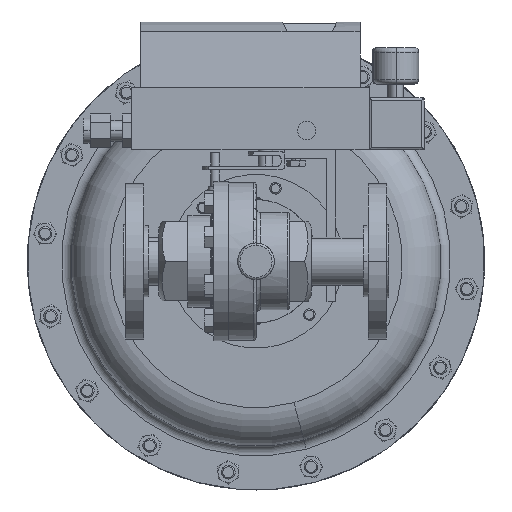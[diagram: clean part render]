
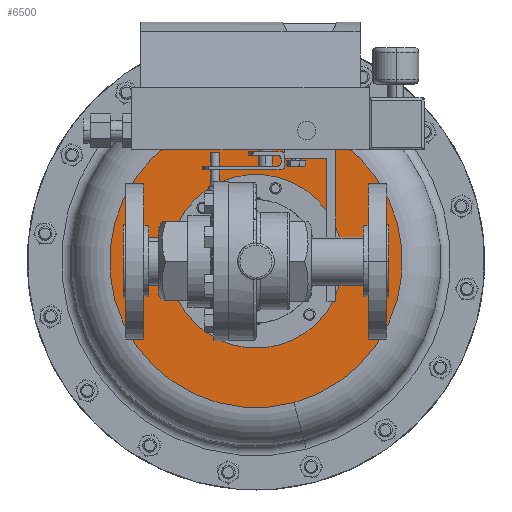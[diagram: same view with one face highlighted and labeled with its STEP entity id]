
A CAD part, front view. The second image highlights one B-rep face of the part: STEP entity #6500.
In plain terms, the highlighted planar face has unit normal (0, -1, 0).
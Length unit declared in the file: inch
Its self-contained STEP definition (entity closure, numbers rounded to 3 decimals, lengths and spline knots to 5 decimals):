
#769 = AXIS2_PLACEMENT_3D ( 'NONE', #1180, #24996, #4540 ) ;
#917 = DIRECTION ( 'NONE',  ( -0.707, 0., -0.707 ) ) ;
#1180 = CARTESIAN_POINT ( 'NONE',  ( 1.52663, 9.93332, 4.03194 ) ) ;
#2979 = AXIS2_PLACEMENT_3D ( 'NONE', #15579, #39379, #19005 ) ;
#4540 = DIRECTION ( 'NONE',  ( 0.259, 0., -0.966 ) ) ;
#4823 = ORIENTED_EDGE ( 'NONE', *, *, #38429, .F. ) ;
#6500 = ADVANCED_FACE ( 'NONE', ( #18835, #38002 ), #10749, .T. ) ;
#8089 = ORIENTED_EDGE ( 'NONE', *, *, #42514, .T. ) ;
#8509 = CARTESIAN_POINT ( 'NONE',  ( 0.49135, 9.93332, 7.89565 ) ) ;
#9994 = CARTESIAN_POINT ( 'NONE',  ( -0.15275, 9.93332, 2.35256 ) ) ;
#10264 = VERTEX_POINT ( 'NONE', #8509 ) ;
#10749 = PLANE ( 'NONE',  #27122 ) ;
#12865 = VERTEX_POINT ( 'NONE', #29190 ) ;
#13296 = ORIENTED_EDGE ( 'NONE', *, *, #41864, .T. ) ;
#15579 = CARTESIAN_POINT ( 'NONE',  ( 1.52663, 9.93332, 4.03194 ) ) ;
#15764 = VERTEX_POINT ( 'NONE', #9994 ) ;
#15832 = DIRECTION ( 'NONE',  ( 0., 1., 0. ) ) ;
#16141 = VERTEX_POINT ( 'NONE', #35734 ) ;
#17611 = DIRECTION ( 'NONE',  ( 0., -1., 0. ) ) ;
#17953 = EDGE_CURVE ( 'NONE', #16141, #10264, #38336, .T. ) ;
#18835 = FACE_OUTER_BOUND ( 'NONE', #32480, .T. ) ;
#19005 = DIRECTION ( 'NONE',  ( 0.259, 0., -0.966 ) ) ;
#19078 = CIRCLE ( 'NONE', #2979, 4. ) ;
#19380 = ORIENTED_EDGE ( 'NONE', *, *, #17953, .F. ) ;
#20076 = CIRCLE ( 'NONE', #35552, 2.375 ) ;
#21314 = DIRECTION ( 'NONE',  ( 0., 1., 0. ) ) ;
#24996 = DIRECTION ( 'NONE',  ( 0., 1., 0. ) ) ;
#27122 = AXIS2_PLACEMENT_3D ( 'NONE', #34304, #17611, #41376 ) ;
#29079 = CIRCLE ( 'NONE', #34465, 2.375 ) ;
#29190 = CARTESIAN_POINT ( 'NONE',  ( 3.20601, 9.93332, 5.71132 ) ) ;
#31700 = EDGE_LOOP ( 'NONE', ( #13296, #8089 ) ) ;
#32480 = EDGE_LOOP ( 'NONE', ( #19380, #4823 ) ) ;
#34304 = CARTESIAN_POINT ( 'NONE',  ( -2.33707, 9.93332, 2.99667 ) ) ;
#34465 = AXIS2_PLACEMENT_3D ( 'NONE', #36261, #15832, #39635 ) ;
#35552 = AXIS2_PLACEMENT_3D ( 'NONE', #41639, #21314, #917 ) ;
#35734 = CARTESIAN_POINT ( 'NONE',  ( 2.56191, 9.93332, 0.16824 ) ) ;
#36261 = CARTESIAN_POINT ( 'NONE',  ( 1.52663, 9.93332, 4.03194 ) ) ;
#38002 = FACE_BOUND ( 'NONE', #31700, .T. ) ;
#38336 = CIRCLE ( 'NONE', #769, 4. ) ;
#38429 = EDGE_CURVE ( 'NONE', #10264, #16141, #19078, .T. ) ;
#39379 = DIRECTION ( 'NONE',  ( 0., 1., 0. ) ) ;
#39635 = DIRECTION ( 'NONE',  ( -0.707, 0., -0.707 ) ) ;
#41376 = DIRECTION ( 'NONE',  ( -0.259, 0., 0.966 ) ) ;
#41639 = CARTESIAN_POINT ( 'NONE',  ( 1.52663, 9.93332, 4.03194 ) ) ;
#41864 = EDGE_CURVE ( 'NONE', #12865, #15764, #20076, .T. ) ;
#42514 = EDGE_CURVE ( 'NONE', #15764, #12865, #29079, .T. ) ;
